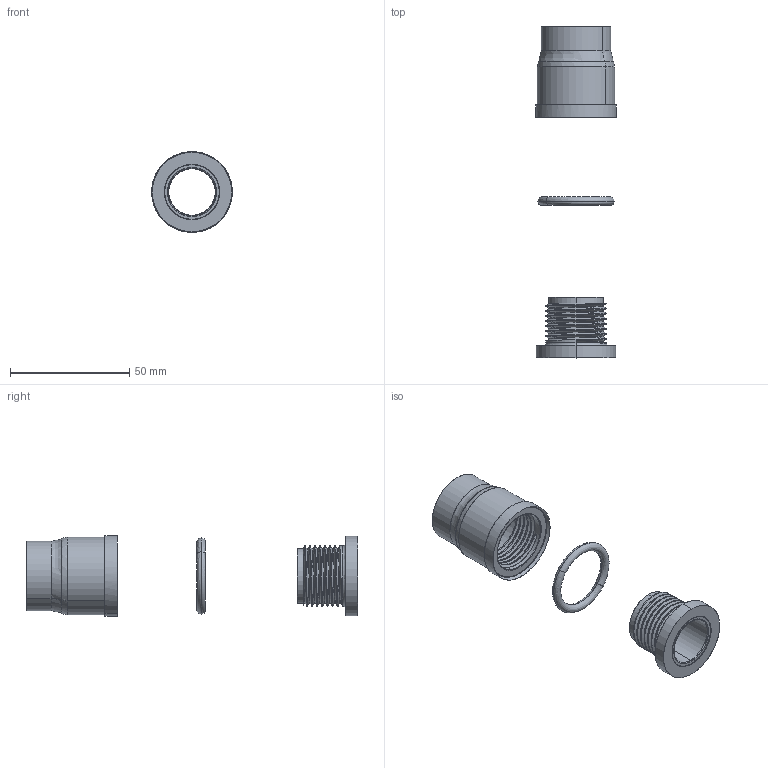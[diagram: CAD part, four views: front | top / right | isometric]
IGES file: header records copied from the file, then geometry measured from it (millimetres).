
Start section: SolidWorks IGES file using analytic representation for surfaces
Global section: file name: NUS-2X.IGS; native system: SolidWorks 2013; preprocessor: SolidWorks 2013; author: user; date: 140730.112743; units: inch
Bounding box: 33.78 x 138.9 x 33.78 mm (x, y, z)
Surface area: 16784.5 mm2 (no closed solid volume)
Topology: 0 solids, 0 shells, 120 faces, 3181 edges, 3181 vertices
Faces by surface type: revolution 87, bspline 33
